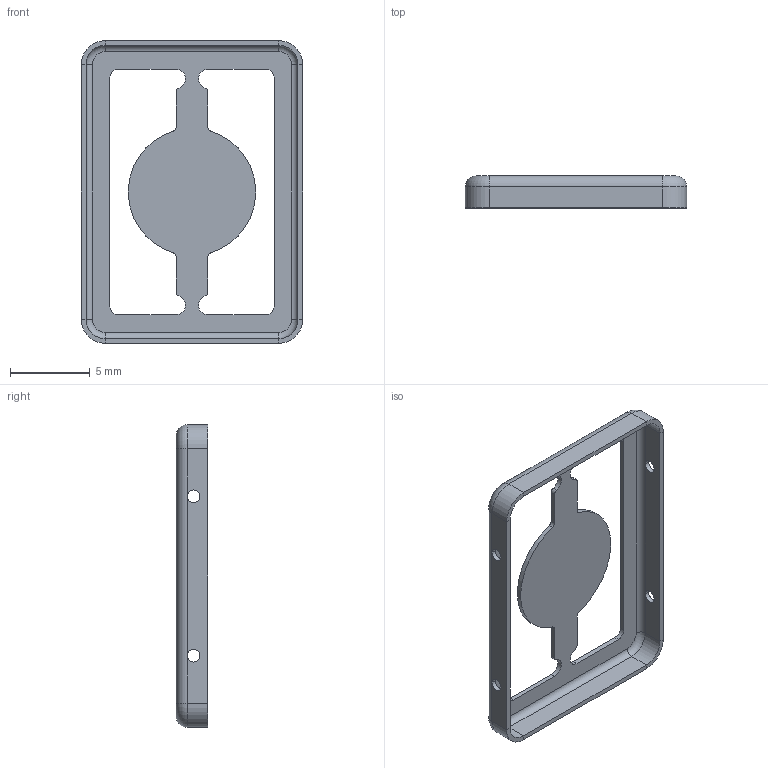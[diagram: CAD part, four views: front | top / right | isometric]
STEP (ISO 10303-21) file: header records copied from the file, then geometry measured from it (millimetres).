
FILE_DESCRIPTION (( 'STEP AP203' ), '1' );
FILE_NAME ('MS190-10F.step', '2020-10-13T09:50:18', ( '' ), ( '' ), 'SwSTEP 2.0', 'SolidWorks 2018', '' );
FILE_SCHEMA (( 'CONFIG_CONTROL_DESIGN' ));
Length unit declared in the file: millimetre
Products named in the file (1): MS190-10F
Bounding box: 13.9 x 2 x 19 mm (x, y, z)
Volume: 76.7 mm3; surface area: 558.9 mm2
Topology: 1 solids, 1 shells, 78 faces, 204 edges, 120 vertices
Faces by surface type: cylinder 42, plane 28, torus 8
Entity records: 2477 total; most frequent: DIRECTION 454, ORIENTED_EDGE 408, CARTESIAN_POINT 403, EDGE_CURVE 204, AXIS2_PLACEMENT_3D 171, VERTEX_POINT 120, LINE 112, VECTOR 112
